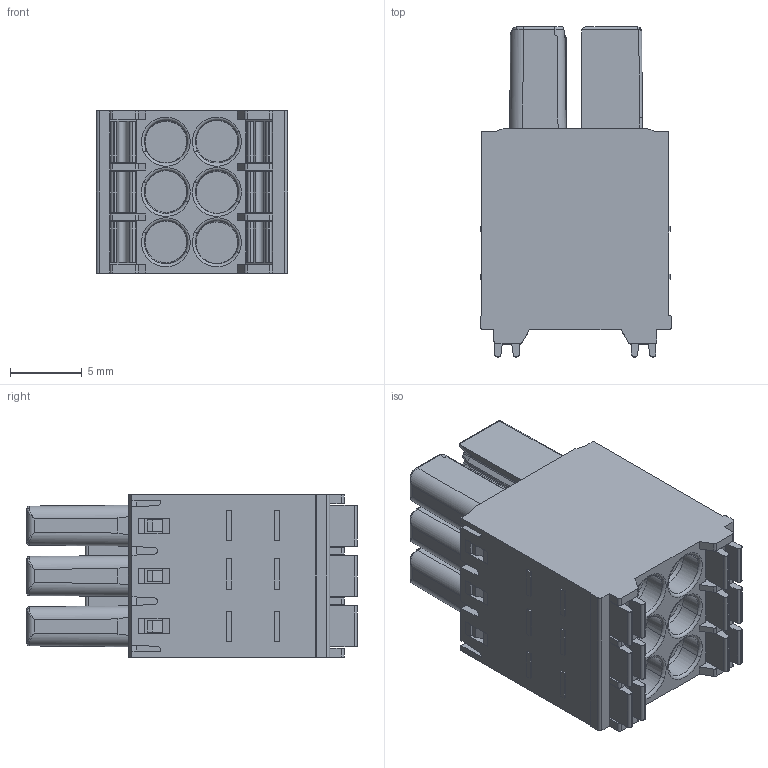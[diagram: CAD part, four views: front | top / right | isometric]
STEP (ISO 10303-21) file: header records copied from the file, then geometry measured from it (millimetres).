
FILE_DESCRIPTION((''),'2;1');
FILE_NAME('TLPSD-010-1','2024-09-25T14:48:48',('sheji109'),(''),'CREO PARAMETRIC BY PTC INC, 2018100','CREO PARAMETRIC BY PTC INC, 2018100','');
FILE_SCHEMA(('CONFIG_CONTROL_DESIGN'));
Length unit declared in the file: millimetre
Products named in the file (1): TLPSD-010-1
Bounding box: 13.31 x 22.95 x 11.3 mm (x, y, z)
Volume: 2436.7 mm3; surface area: 1991.1 mm2
Topology: 1 solids, 1 shells, 713 faces, 1880 edges, 1213 vertices
Faces by surface type: plane 434, cylinder 165, bspline 60, cone 30, torus 24
Entity records: 24721 total; most frequent: CARTESIAN_POINT 7676, ORIENTED_EDGE 3760, DIRECTION 3147, EDGE_CURVE 1880, VECTOR 1271, LINE 1271, VERTEX_POINT 1213, AXIS2_PLACEMENT_3D 938
